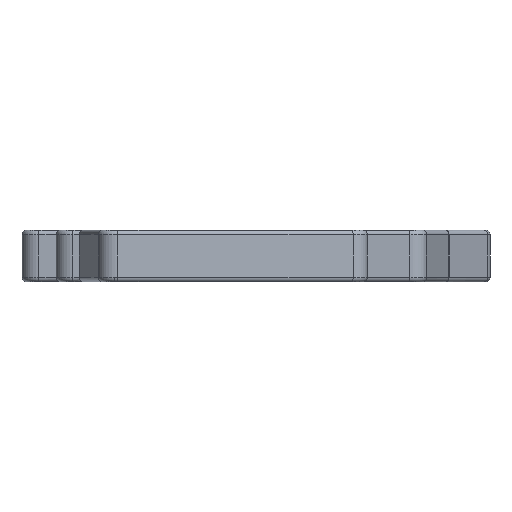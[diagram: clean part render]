
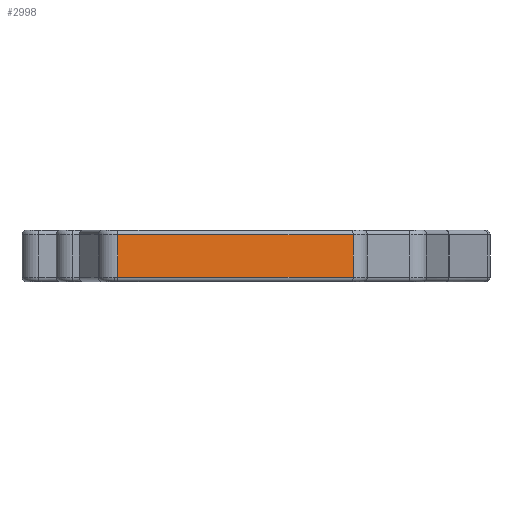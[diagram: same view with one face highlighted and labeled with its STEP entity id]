
A CAD part, left-side view. The second image highlights one B-rep face of the part: STEP entity #2998.
In plain terms, the highlighted planar face has unit normal (-0.985, -0.17, 0).
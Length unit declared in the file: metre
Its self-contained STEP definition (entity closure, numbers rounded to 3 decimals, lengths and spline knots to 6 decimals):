
#55=PLANE('',#3292);
#130=LINE('',#4741,#343);
#207=LINE('',#5017,#420);
#208=LINE('',#5021,#421);
#209=LINE('',#5022,#422);
#343=VECTOR('',#3673,1.);
#420=VECTOR('',#3958,1.);
#421=VECTOR('',#3963,1.);
#422=VECTOR('',#3964,1.);
#787=ORIENTED_EDGE('',*,*,#1632,.T.);
#788=ORIENTED_EDGE('',*,*,#1634,.T.);
#789=ORIENTED_EDGE('',*,*,#1498,.F.);
#790=ORIENTED_EDGE('',*,*,#1635,.T.);
#1498=EDGE_CURVE('',#1929,#1950,#130,.F.);
#1632=EDGE_CURVE('',#2047,#2046,#207,.F.);
#1634=EDGE_CURVE('',#2046,#1950,#208,.T.);
#1635=EDGE_CURVE('',#1929,#2047,#209,.F.);
#1929=VERTEX_POINT('',#4689);
#1950=VERTEX_POINT('',#4738);
#2046=VERTEX_POINT('',#5016);
#2047=VERTEX_POINT('',#5018);
#2467=EDGE_LOOP('',(#787,#788,#789,#790));
#2681=FACE_BOUND('',#2467,.T.);
#2998=ADVANCED_FACE('',(#2681),#55,.T.);
#3292=AXIS2_PLACEMENT_3D('',#5020,#3961,#3962);
#3673=DIRECTION('',(0.,0.,-1.));
#3958=DIRECTION('',(0.,0.,-1.));
#3961=DIRECTION('',(-0.985,-0.17,0.));
#3962=DIRECTION('',(-0.17,0.985,0.));
#3963=DIRECTION('',(-0.17,0.985,0.));
#3964=DIRECTION('',(-0.17,0.985,0.));
#4689=CARTESIAN_POINT('',(0.076918,-0.06318,0.));
#4738=CARTESIAN_POINT('',(0.076918,-0.06318,0.0094));
#4741=CARTESIAN_POINT('',(0.076918,-0.06318,0.));
#5016=CARTESIAN_POINT('',(0.085855,-0.114902,0.0094));
#5017=CARTESIAN_POINT('',(0.085855,-0.114902,0.));
#5018=CARTESIAN_POINT('',(0.085855,-0.114902,0.));
#5020=CARTESIAN_POINT('',(0.085856,-0.114911,0.));
#5021=CARTESIAN_POINT('',(0.085856,-0.114911,0.0094));
#5022=CARTESIAN_POINT('',(0.085856,-0.114911,0.));
